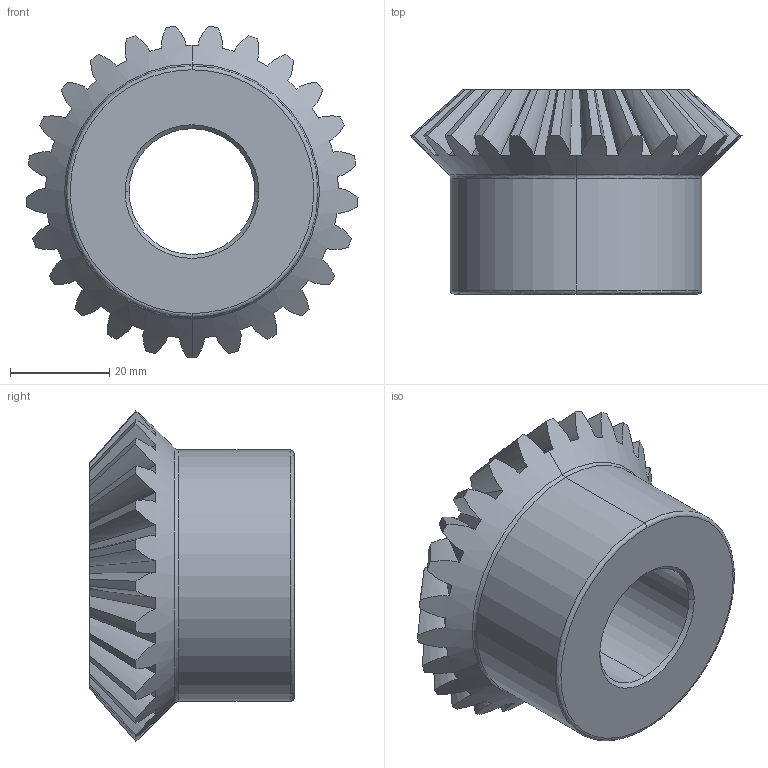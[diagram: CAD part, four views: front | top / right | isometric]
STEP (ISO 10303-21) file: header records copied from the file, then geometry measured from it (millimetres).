
FILE_DESCRIPTION (( 'STEP AP203' ), '1' );
FILE_NAME ('6529K29.step', '2015-09-21T21:52:00', ( '' ), ( '' ), 'SwSTEP 2.0', 'SolidWorks 2010', '' );
FILE_SCHEMA (( 'CONFIG_CONTROL_DESIGN' ));
Length unit declared in the file: inch
Products named in the file (1): 6529K29
Bounding box: 67.05 x 41.27 x 66.93 mm (x, y, z)
Volume: 67290.8 mm3; surface area: 16156 mm2
Topology: 1 solids, 1 shells, 117 faces, 338 edges, 223 vertices
Faces by surface type: bspline 79, cone 32, cylinder 4, plane 2
Entity records: 10758 total; most frequent: CARTESIAN_POINT 8173, ORIENTED_EDGE 676, EDGE_CURVE 338, DIRECTION 287, VERTEX_POINT 223, B_SPLINE_CURVE_WITH_KNOTS 201, EDGE_LOOP 119, ADVANCED_FACE 117
